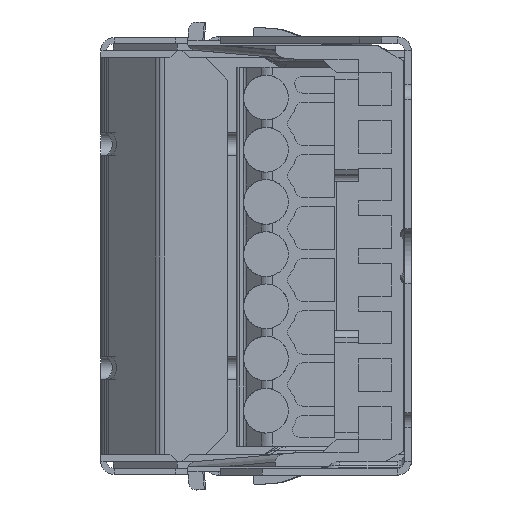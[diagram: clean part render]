
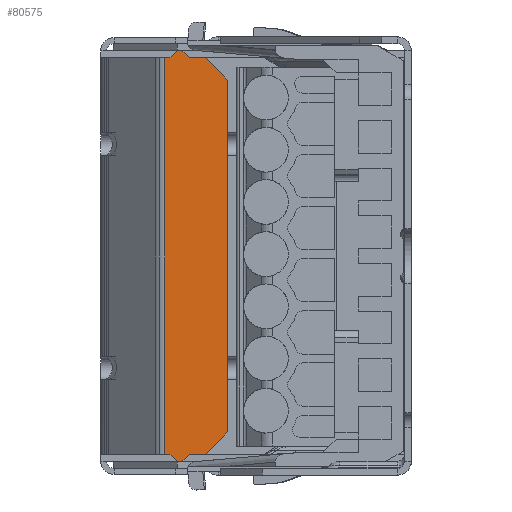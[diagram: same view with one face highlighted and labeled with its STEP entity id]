
A CAD part, left-side view. The second image highlights one B-rep face of the part: STEP entity #80575.
In plain terms, the highlighted planar face has unit normal (-1, 0, 0).
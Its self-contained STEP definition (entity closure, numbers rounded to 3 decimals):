
#597 = CARTESIAN_POINT ( 'NONE',  ( -4.799, 14.891, -13.3 ) ) ;
#825 = EDGE_CURVE ( 'NONE', #4325, #18213, #22015, .T. ) ;
#905 = CARTESIAN_POINT ( 'NONE',  ( -4.799, 16.191, 13.3 ) ) ;
#967 = VECTOR ( 'NONE', #43799, 1000. ) ;
#1410 = LINE ( 'NONE', #25173, #60152 ) ;
#2222 = ORIENTED_EDGE ( 'NONE', *, *, #65872, .T. ) ;
#3924 = LINE ( 'NONE', #74386, #62632 ) ;
#3936 = VECTOR ( 'NONE', #49976, 1000. ) ;
#4140 = CARTESIAN_POINT ( 'NONE',  ( -4.799, 15.541, -13.95 ) ) ;
#4325 = VERTEX_POINT ( 'NONE', #95413 ) ;
#5263 = EDGE_CURVE ( 'NONE', #92854, #71448, #52558, .T. ) ;
#6356 = LINE ( 'NONE', #4140, #3936 ) ;
#6925 = LINE ( 'NONE', #25725, #47623 ) ;
#7389 = CARTESIAN_POINT ( 'NONE',  ( -4.799, 22.651, 13.3 ) ) ;
#8610 = CARTESIAN_POINT ( 'NONE',  ( -4.799, 15.391, -13.8 ) ) ;
#9054 = ORIENTED_EDGE ( 'NONE', *, *, #99264, .T. ) ;
#9966 = LINE ( 'NONE', #597, #91576 ) ;
#10360 = ORIENTED_EDGE ( 'NONE', *, *, #80913, .F. ) ;
#10805 = VERTEX_POINT ( 'NONE', #17378 ) ;
#10828 = EDGE_CURVE ( 'NONE', #84182, #52803, #6925, .T. ) ;
#13259 = CARTESIAN_POINT ( 'NONE',  ( -4.799, 16.191, -13.3 ) ) ;
#13632 = ORIENTED_EDGE ( 'NONE', *, *, #70163, .T. ) ;
#13968 = VERTEX_POINT ( 'NONE', #75158 ) ;
#14567 = EDGE_CURVE ( 'NONE', #13968, #84182, #9966, .T. ) ;
#14993 = CARTESIAN_POINT ( 'NONE',  ( -4.799, 14.891, 13.3 ) ) ;
#15181 = VERTEX_POINT ( 'NONE', #32574 ) ;
#16707 = ORIENTED_EDGE ( 'NONE', *, *, #49235, .T. ) ;
#17378 = CARTESIAN_POINT ( 'NONE',  ( -4.799, 15.691, -13.8 ) ) ;
#17706 = DIRECTION ( 'NONE',  ( 0., -0.707, 0.707 ) ) ;
#17868 = CARTESIAN_POINT ( 'NONE',  ( -4.799, 16.546, 13.3 ) ) ;
#18213 = VERTEX_POINT ( 'NONE', #13259 ) ;
#19299 = CARTESIAN_POINT ( 'NONE',  ( -4.799, 22.651, -13.3 ) ) ;
#19975 = VERTEX_POINT ( 'NONE', #17868 ) ;
#20227 = VERTEX_POINT ( 'NONE', #84438 ) ;
#20662 = DIRECTION ( 'NONE',  ( 0., 1., 0. ) ) ;
#20680 = CARTESIAN_POINT ( 'NONE',  ( -4.799, 15.541, 13.95 ) ) ;
#22015 = LINE ( 'NONE', #19299, #78526 ) ;
#22559 = CARTESIAN_POINT ( 'NONE',  ( -4.799, 13.841, -13.3 ) ) ;
#22598 = ORIENTED_EDGE ( 'NONE', *, *, #825, .T. ) ;
#24409 = DIRECTION ( 'NONE',  ( -1., 0., 0. ) ) ;
#24462 = ORIENTED_EDGE ( 'NONE', *, *, #14567, .T. ) ;
#25173 = CARTESIAN_POINT ( 'NONE',  ( -4.799, 321.651, -13.8 ) ) ;
#25425 = CARTESIAN_POINT ( 'NONE',  ( -4.799, 15.391, 13.8 ) ) ;
#25725 = CARTESIAN_POINT ( 'NONE',  ( -4.799, 13.841, -13.3 ) ) ;
#25938 = CARTESIAN_POINT ( 'NONE',  ( -4.799, 12.341, -11.8 ) ) ;
#26673 = DIRECTION ( 'NONE',  ( 0., 0.707, 0.707 ) ) ;
#27470 = ORIENTED_EDGE ( 'NONE', *, *, #32009, .F. ) ;
#32009 = EDGE_CURVE ( 'NONE', #19975, #46490, #71583, .T. ) ;
#32188 = VECTOR ( 'NONE', #91846, 1000. ) ;
#32574 = CARTESIAN_POINT ( 'NONE',  ( -4.799, 15.691, 13.8 ) ) ;
#33966 = DIRECTION ( 'NONE',  ( 0., 0., 1. ) ) ;
#35693 = VERTEX_POINT ( 'NONE', #25425 ) ;
#37740 = CARTESIAN_POINT ( 'NONE',  ( -4.799, 16.191, -13.3 ) ) ;
#38401 = VECTOR ( 'NONE', #33966, 1000. ) ;
#43355 = LINE ( 'NONE', #905, #81874 ) ;
#43799 = DIRECTION ( 'NONE',  ( 0., -0.707, -0.707 ) ) ;
#45157 = DIRECTION ( 'NONE',  ( 0., -1., 0. ) ) ;
#46490 = VERTEX_POINT ( 'NONE', #46569 ) ;
#46569 = CARTESIAN_POINT ( 'NONE',  ( -4.799, 16.191, 13.3 ) ) ;
#47119 = AXIS2_PLACEMENT_3D ( 'NONE', #70437, #24409, #78186 ) ;
#47623 = VECTOR ( 'NONE', #17706, 1000. ) ;
#49235 = EDGE_CURVE ( 'NONE', #20227, #71448, #83791, .T. ) ;
#49976 = DIRECTION ( 'NONE',  ( 0., -0.707, 0.707 ) ) ;
#52558 = LINE ( 'NONE', #14993, #32188 ) ;
#52803 = VERTEX_POINT ( 'NONE', #60420 ) ;
#54085 = EDGE_LOOP ( 'NONE', ( #63527, #70587, #13632, #24462, #88067, #73982, #16707, #98540, #10360, #2222, #77525, #27470, #9054, #22598 ) ) ;
#54172 = DIRECTION ( 'NONE',  ( 0., -1., 0. ) ) ;
#56884 = CARTESIAN_POINT ( 'NONE',  ( -4.799, 12.341, 11.8 ) ) ;
#57278 = EDGE_CURVE ( 'NONE', #10805, #59072, #1410, .T. ) ;
#57570 = VECTOR ( 'NONE', #68731, 1000. ) ;
#58860 = LINE ( 'NONE', #25938, #38401 ) ;
#59072 = VERTEX_POINT ( 'NONE', #8610 ) ;
#60152 = VECTOR ( 'NONE', #78939, 1000. ) ;
#60420 = CARTESIAN_POINT ( 'NONE',  ( -4.799, 12.341, -11.8 ) ) ;
#61050 = FACE_OUTER_BOUND ( 'NONE', #54085, .T. ) ;
#62113 = LINE ( 'NONE', #20680, #967 ) ;
#62632 = VECTOR ( 'NONE', #20662, 1000. ) ;
#62719 = DIRECTION ( 'NONE',  ( 0., 0., -1. ) ) ;
#63527 = ORIENTED_EDGE ( 'NONE', *, *, #87565, .T. ) ;
#65872 = EDGE_CURVE ( 'NONE', #35693, #15181, #3924, .T. ) ;
#66304 = EDGE_CURVE ( 'NONE', #52803, #20227, #58860, .T. ) ;
#68731 = DIRECTION ( 'NONE',  ( 0., -0.707, -0.707 ) ) ;
#69668 = DIRECTION ( 'NONE',  ( 0., -0.707, 0.707 ) ) ;
#70163 = EDGE_CURVE ( 'NONE', #59072, #13968, #6356, .T. ) ;
#70437 = CARTESIAN_POINT ( 'NONE',  ( -4.799, 321.651, 14.65 ) ) ;
#70483 = CARTESIAN_POINT ( 'NONE',  ( -4.799, 16.546, 14.65 ) ) ;
#70587 = ORIENTED_EDGE ( 'NONE', *, *, #57278, .T. ) ;
#70720 = VECTOR ( 'NONE', #62719, 1000. ) ;
#71448 = VERTEX_POINT ( 'NONE', #96846 ) ;
#71583 = LINE ( 'NONE', #7389, #92057 ) ;
#72850 = EDGE_CURVE ( 'NONE', #46490, #15181, #43355, .T. ) ;
#73136 = LINE ( 'NONE', #70483, #70720 ) ;
#73982 = ORIENTED_EDGE ( 'NONE', *, *, #66304, .T. ) ;
#74386 = CARTESIAN_POINT ( 'NONE',  ( -4.799, 321.651, 13.8 ) ) ;
#75158 = CARTESIAN_POINT ( 'NONE',  ( -4.799, 14.891, -13.3 ) ) ;
#77525 = ORIENTED_EDGE ( 'NONE', *, *, #72850, .F. ) ;
#78045 = LINE ( 'NONE', #37740, #57570 ) ;
#78186 = DIRECTION ( 'NONE',  ( 0., 0., 1. ) ) ;
#78526 = VECTOR ( 'NONE', #97826, 1000. ) ;
#78939 = DIRECTION ( 'NONE',  ( 0., -1., 0. ) ) ;
#80575 = ADVANCED_FACE ( 'NONE', ( #61050 ), #85590, .T. ) ;
#80913 = EDGE_CURVE ( 'NONE', #35693, #92854, #62113, .T. ) ;
#81390 = VECTOR ( 'NONE', #26673, 1000. ) ;
#81874 = VECTOR ( 'NONE', #69668, 1000. ) ;
#83791 = LINE ( 'NONE', #56884, #81390 ) ;
#84182 = VERTEX_POINT ( 'NONE', #22559 ) ;
#84438 = CARTESIAN_POINT ( 'NONE',  ( -4.799, 12.341, 11.8 ) ) ;
#85590 = PLANE ( 'NONE',  #47119 ) ;
#86974 = CARTESIAN_POINT ( 'NONE',  ( -4.799, 14.891, 13.3 ) ) ;
#87565 = EDGE_CURVE ( 'NONE', #18213, #10805, #78045, .T. ) ;
#88067 = ORIENTED_EDGE ( 'NONE', *, *, #10828, .T. ) ;
#91576 = VECTOR ( 'NONE', #54172, 1000. ) ;
#91846 = DIRECTION ( 'NONE',  ( 0., -1., 0. ) ) ;
#92057 = VECTOR ( 'NONE', #45157, 1000. ) ;
#92854 = VERTEX_POINT ( 'NONE', #86974 ) ;
#95413 = CARTESIAN_POINT ( 'NONE',  ( -4.799, 16.546, -13.3 ) ) ;
#96846 = CARTESIAN_POINT ( 'NONE',  ( -4.799, 13.841, 13.3 ) ) ;
#97826 = DIRECTION ( 'NONE',  ( 0., -1., 0. ) ) ;
#98540 = ORIENTED_EDGE ( 'NONE', *, *, #5263, .F. ) ;
#99264 = EDGE_CURVE ( 'NONE', #19975, #4325, #73136, .T. ) ;
